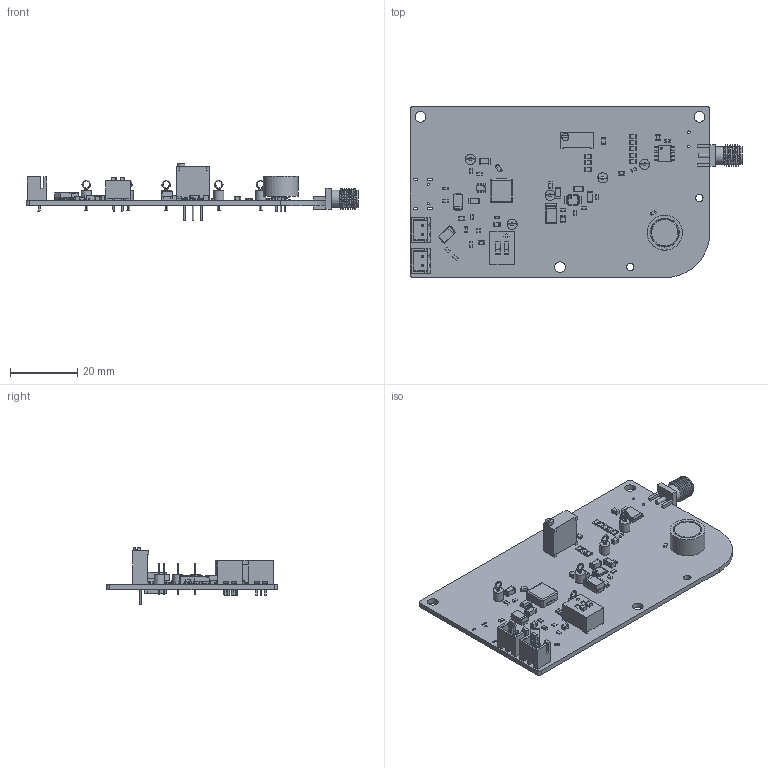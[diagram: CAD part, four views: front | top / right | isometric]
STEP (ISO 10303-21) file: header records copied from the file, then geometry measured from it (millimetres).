
FILE_DESCRIPTION(('KiCad electronic assembly'),'2;1');
FILE_NAME('lm399.step','2026-01-03T00:19:34',('Pcbnew'),('Kicad'), 'Open CASCADE STEP processor 7.9','KiCad to STEP converter','Unknown' );
FILE_SCHEMA(('AUTOMOTIVE_DESIGN { 1 0 10303 214 1 1 1 1 }'));
Length unit declared in the file: millimetre
Products named in the file (22): lm399 1; R_0805_2012Metric; C_1206_3216Metric; R_0603_1608Metric; LED_0805_2012Metric; TestPoint_Loop_D2.60mm_Drill0.9mm_Beaded; D_SMA; L_APV_APH0630; L_0805_2012Metric; Analog_TO-46-4_ThermalShield; MSOP-10-1EP_3x3mm_P0.5mm_EP1.68x1.88mm; C_0603_1608Metric; SMA_Samtec_SMA-J-P-H-ST-EM1_EdgeMount; C_0805_2012Metric; SOT-23-6; SW_DIP_SPSTx02_Slide_9.78x7.26mm_W7.62mm_P2.54mm; SOIC-8_3.9x4.9mm_P1.27mm; Potentiometer_Bourns_3296W_Vertical; JST_XH_B2B-XH-A_1x02_P2.50mm_Vertical; D_SOD-323; CP_EIA-6032-28_Kemet-C; lm399_PCB
Assembly tree (58 placements, depth 2):
  lm399 1
    R_0805_2012Metric  x9
    C_1206_3216Metric  x5
    R_0603_1608Metric  x15
    LED_0805_2012Metric  x2
    TestPoint_Loop_D2.60mm_Drill0.9mm_Beaded  x5
    D_SMA  x2
    L_APV_APH0630
    L_0805_2012Metric
    Analog_TO-46-4_ThermalShield
    MSOP-10-1EP_3x3mm_P0.5mm_EP1.68x1.88mm
    C_0603_1608Metric  x2
    SMA_Samtec_SMA-J-P-H-ST-EM1_EdgeMount
    C_0805_2012Metric  x4
    SOT-23-6
    SW_DIP_SPSTx02_Slide_9.78x7.26mm_W7.62mm_P2.54mm
    SOIC-8_3.9x4.9mm_P1.27mm
    Potentiometer_Bourns_3296W_Vertical
    JST_XH_B2B-XH-A_1x02_P2.50mm_Vertical  x2
    D_SOD-323
    CP_EIA-6032-28_Kemet-C
    lm399_PCB
Bounding box: 98.52 x 50.8 x 17.07 mm (x, y, z)
Volume: 9016.8 mm3; surface area: 13157 mm2
Topology: 63 solids, 63 shells, 2212 faces, 5718 edges, 3692 vertices
Faces by surface type: plane 1490, cylinder 582, bspline 127, torus 7, sphere 4, cone 2
Full cylindrical faces by diameter (mm): 0.3 x8, 0.35 x10, 0.445 x4, 0.51 x3, 0.65 x2, 0.7 x4, 0.8 x7, 0.84 x1, 0.85 x2, 0.9 x10, 1 x4, 1.27 x1, 2.19 x1, 2.2 x2, 3 x5, 3.2 x3, 4.63 x1, 5.2 x2, 6.33 x6, 8.014 x1, 8.414 x1, 10.414 x1
Entity records: 49493 total; most frequent: CARTESIAN_POINT 11333, ORIENTED_EDGE 6191, DIRECTION 5714, EDGE_CURVE 3096, LINE 2322, VECTOR 2322, VERTEX_POINT 1990, AXIS2_PLACEMENT_3D 1696
